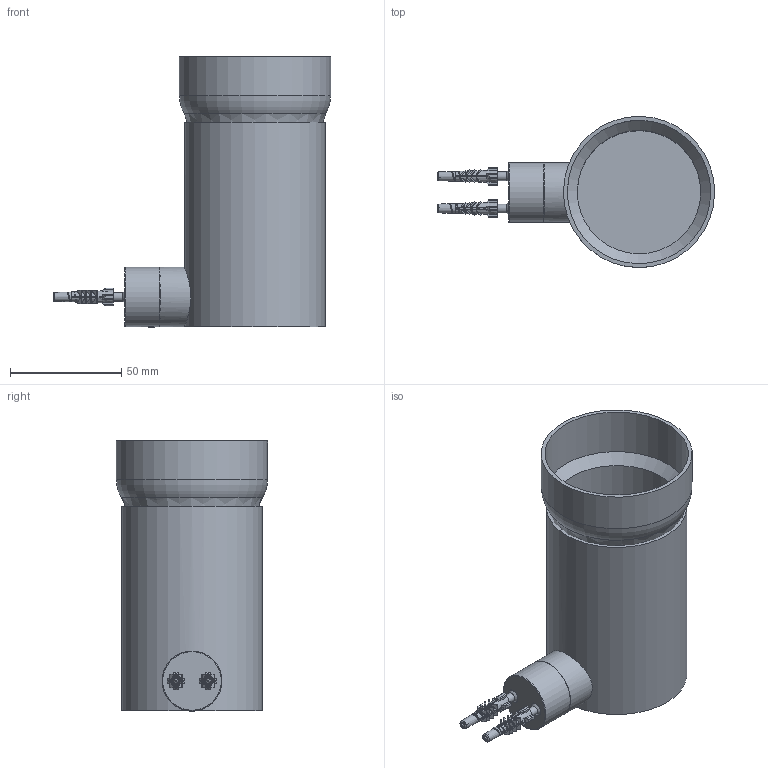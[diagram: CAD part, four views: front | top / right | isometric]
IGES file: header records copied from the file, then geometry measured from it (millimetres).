
Global section: file name: No Iges File Name specified; native system: Autodesk Inventor 2012; preprocessor: AutoDesk Inventor Iges Exporter R2012; author: sbajwa; date: 20130214.075117; units: millimetre
Bounding box: 124.69 x 68 x 121.44 mm (x, y, z)
Volume: 98527.4 mm3; surface area: 93650.8 mm2
Topology: 9 solids, 9 shells, 538 faces, 1534 edges, 1005 vertices
Faces by surface type: plane 425, revolution 57, cylinder 32, cone 15, torus 5, bspline 4
Full cylindrical faces by diameter (mm): 3.92 x2, 4 x1, 8.2 x2, 20.38 x2, 26.85 x2, 59 x1, 63.26 x1, 68 x1
